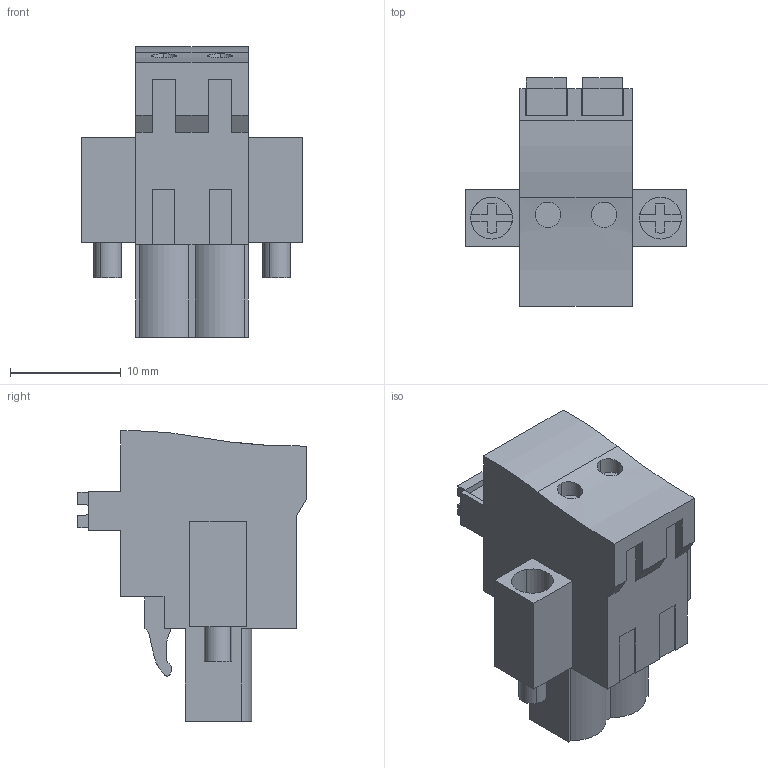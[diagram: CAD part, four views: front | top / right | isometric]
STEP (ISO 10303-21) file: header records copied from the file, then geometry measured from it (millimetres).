
FILE_DESCRIPTION(('CATIA V5 STEP Exchange','CAx-IF Rec.Pracs.--- Model Styling and Organization---1.4--- 2014-01-23'),'2;1');
FILE_NAME ('D1490042_0_1000220001_1000220001.stp','2021-06-17T06:14:25+00:00',('none'),('Weidmueller'),'CATIA Version 5-6 Release 2016 SP3 HF44','CATIA V5 STEP AP214','none');
FILE_SCHEMA(('AUTOMOTIVE_DESIGN { 1 0 10303 214 1 1 1 1 }'));
Length unit declared in the file: millimetre
Products named in the file (1): 1000220001
Bounding box: 19.96 x 20.64 x 26.24 mm (x, y, z)
Volume: 3557.5 mm3; surface area: 2578.4 mm2
Topology: 5 solids, 5 shells, 217 faces, 586 edges, 393 vertices
Faces by surface type: plane 165, cylinder 44, extrusion 8
Entity records: 6982 total; most frequent: CARTESIAN_POINT 1426, ORIENTED_EDGE 1172, DIRECTION 938, EDGE_CURVE 586, VECTOR 484, LINE 476, VERTEX_POINT 393, AXIS2_PLACEMENT_3D 269
